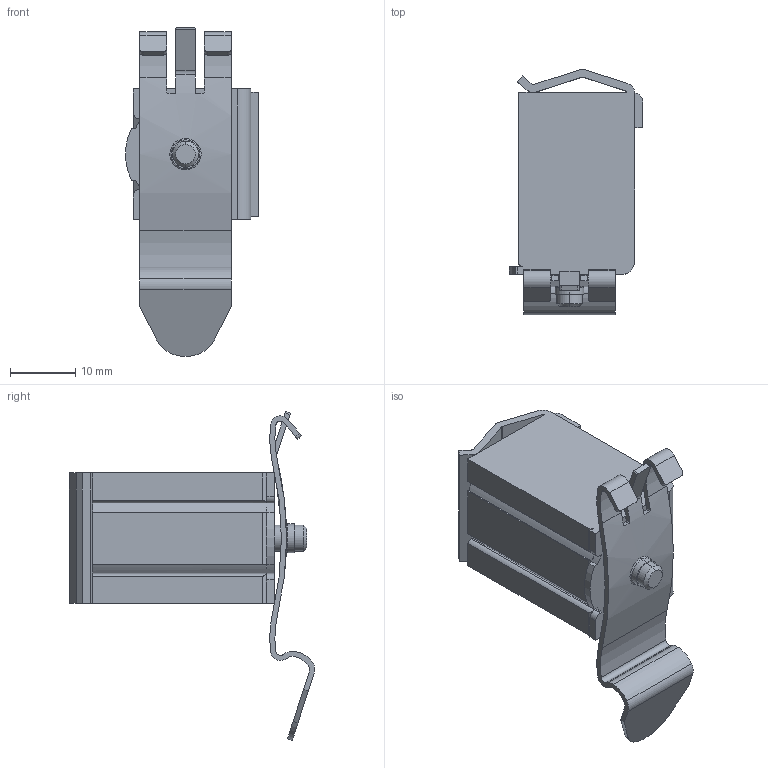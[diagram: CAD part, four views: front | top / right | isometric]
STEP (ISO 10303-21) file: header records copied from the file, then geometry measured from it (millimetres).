
FILE_DESCRIPTION((''),'2;1');
FILE_NAME('UBK4-13-5_ASM','2022-09-03T',('dell'),(''),'PRO/ENGINEER BY PARAMETRIC TECHNOLOGY CORPORATION, 2013230','PRO/ENGINEER BY PARAMETRIC TECHNOLOGY CORPORATION, 2013230','');
FILE_SCHEMA(('CONFIG_CONTROL_DESIGN'));
Length unit declared in the file: millimetre
Products named in the file (3): PRT0001; 8YB140010; UBK4-13-5_ASM
Assembly tree (2 placements, depth 2):
  UBK4-13-5_ASM
    PRT0001
    8YB140010
Bounding box: 20.4 x 37.6 x 50.38 mm (x, y, z)
Volume: 10768.3 mm3; surface area: 5818.6 mm2
Topology: 2 solids, 2 shells, 119 faces, 332 edges, 218 vertices
Faces by surface type: cylinder 57, plane 56, bspline 4, cone 2
Entity records: 4372 total; most frequent: CARTESIAN_POINT 1156, DIRECTION 672, ORIENTED_EDGE 664, EDGE_CURVE 332, AXIS2_PLACEMENT_3D 240, VERTEX_POINT 218, VECTOR 192, LINE 192
